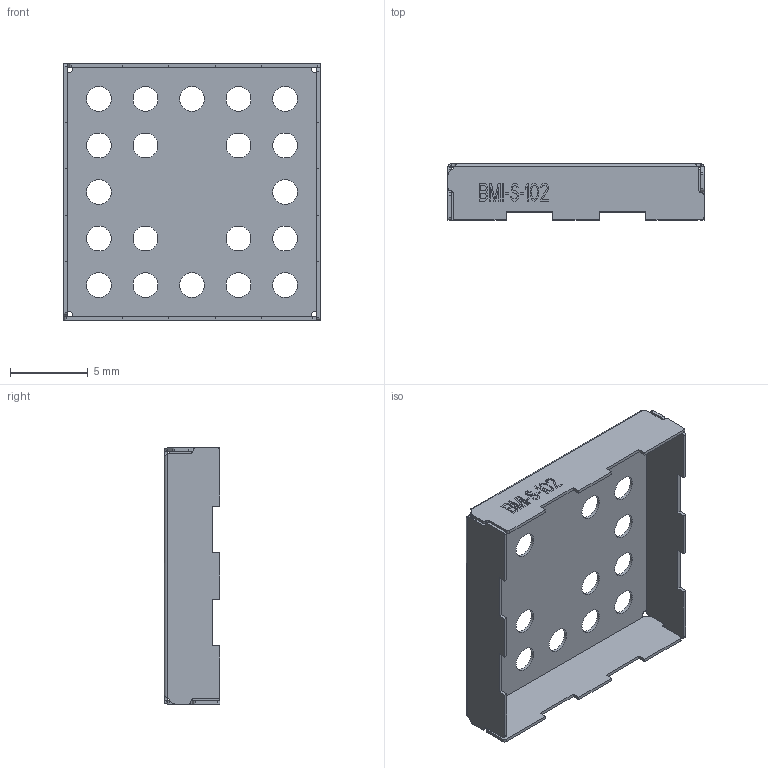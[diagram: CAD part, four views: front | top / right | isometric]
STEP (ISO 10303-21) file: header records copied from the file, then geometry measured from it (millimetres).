
FILE_DESCRIPTION (( 'STEP AP214' ), '1' );
FILE_NAME ('Laird-$PARTNUMBER.STEP', '2016-09-26T14:29:20', ( 'Windows User' ), ( '' ), 'SwSTEP 2.0', 'SolidWorks 2016', '' );
FILE_SCHEMA (( 'AUTOMOTIVE_DESIGN' ));
Length unit declared in the file: inch
Products named in the file (2): Laird-$PARTNUMBER_Laird-BMI-S-102_BMI-S-102; Laird-$PARTNUMBER
Assembly tree (1 placements, depth 2):
  Laird-$PARTNUMBER
    Laird-$PARTNUMBER_Laird-BMI-S-102_BMI-S-102
Bounding box: 16.5 x 3.6 x 16.5 mm (x, y, z)
Volume: 87.1 mm3; surface area: 913.1 mm2
Topology: 1 solids, 1 shells, 486 faces, 1368 edges, 904 vertices
Faces by surface type: plane 368, cylinder 102, bspline 16
Entity records: 16038 total; most frequent: CARTESIAN_POINT 3210, ORIENTED_EDGE 2736, DIRECTION 2496, EDGE_CURVE 1368, VECTOR 1156, LINE 1156, VERTEX_POINT 904, AXIS2_PLACEMENT_3D 670
